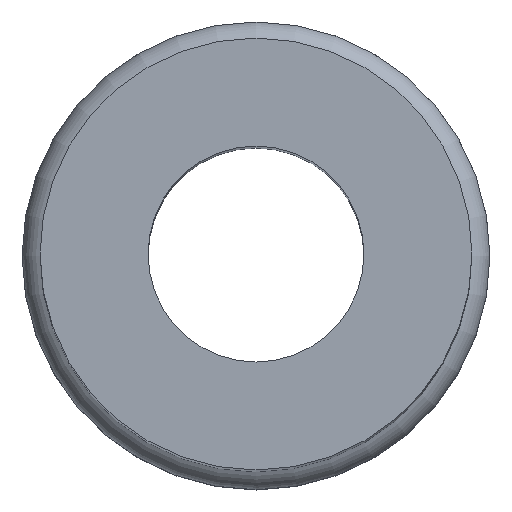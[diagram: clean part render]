
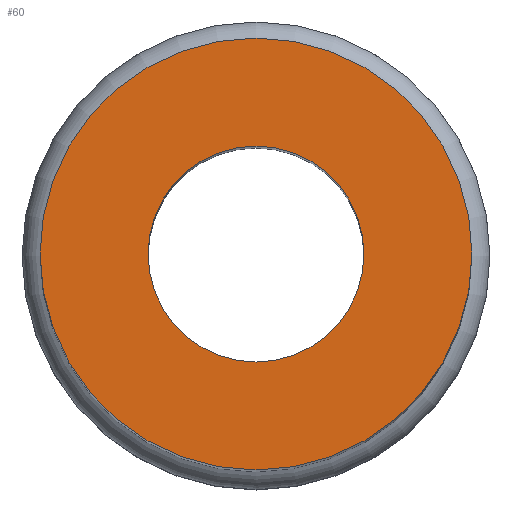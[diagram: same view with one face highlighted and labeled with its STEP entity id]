
A CAD part, top view. The second image highlights one B-rep face of the part: STEP entity #60.
In plain terms, the highlighted planar face has unit normal (0, 0, 1).
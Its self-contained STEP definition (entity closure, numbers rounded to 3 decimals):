
#46=EDGE_CURVE('240[2]',#104,#104,#105,.T.);
#48=EDGE_CURVE('240[2]',#107,#107,#108,.T.);
#60=ADVANCED_FACE('240[2]',(#126,#127),#128,.T.);
#104=VERTEX_POINT('',#173);
#105=CIRCLE('',#174,6.0);
#107=VERTEX_POINT('',#177);
#108=CIRCLE('',#178,3.0);
#126=FACE_OUTER_BOUND('',#200,.T.);
#127=FACE_BOUND('',#201,.T.);
#128=PLANE('',#202);
#173=CARTESIAN_POINT('',(0.,6.0,30.5));
#174=AXIS2_PLACEMENT_3D('',#243,#244,#245);
#177=CARTESIAN_POINT('',(0.,3.0,30.5));
#178=AXIS2_PLACEMENT_3D('',#246,#247,#248);
#200=EDGE_LOOP('',(#268));
#201=EDGE_LOOP('',(#269));
#202=AXIS2_PLACEMENT_3D('',#270,#271,#272);
#243=CARTESIAN_POINT('',(0.,0.,30.5));
#244=DIRECTION('',(0.,0.,-1.0));
#245=DIRECTION('',(0.,1.0,0.));
#246=CARTESIAN_POINT('',(0.,0.,30.5));
#247=DIRECTION('',(0.,0.,-1.0));
#248=DIRECTION('',(0.,1.0,0.));
#268=ORIENTED_EDGE('',*,*,#46,.F.);
#269=ORIENTED_EDGE('',*,*,#48,.T.);
#270=CARTESIAN_POINT('',(0.,4.5,30.5));
#271=DIRECTION('',(0.,0.,1.0));
#272=DIRECTION('',(0.,-1.0,0.));
